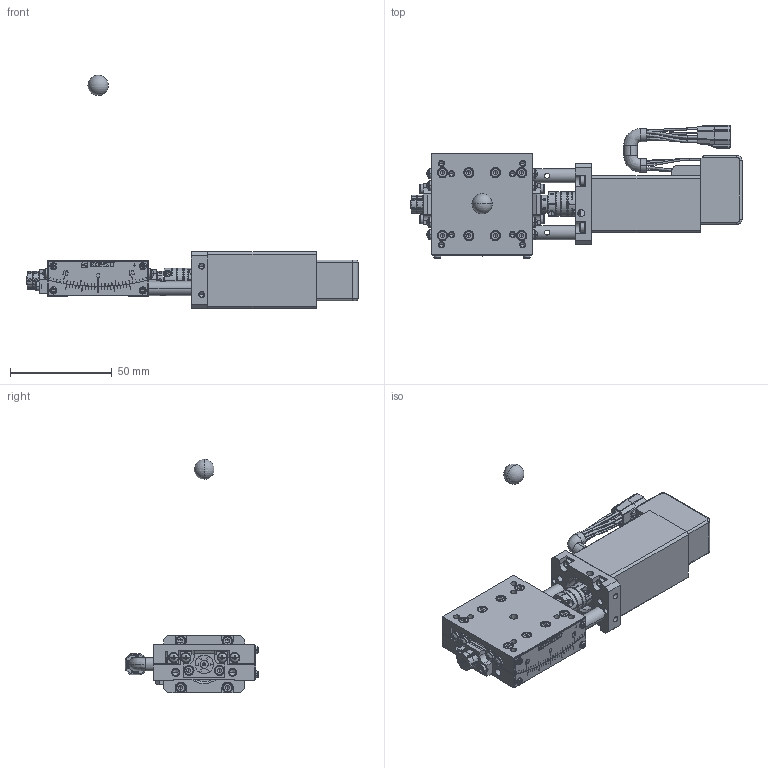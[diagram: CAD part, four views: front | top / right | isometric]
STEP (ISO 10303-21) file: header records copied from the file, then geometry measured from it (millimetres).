
FILE_DESCRIPTION( (''), '2;1');
FILE_NAME ('DR051308-0001-000-00.stp','2019-04-18T19:42:19',(''),(''),'spGate 13.4.4','','');
FILE_SCHEMA (('AUTOMOTIVE_DESIGN'));
Length unit declared in the file: millimetre
Products named in the file (8): Assembly; DR051308-0001-000-00-prt0; DR051308-0001-000-00-prt1; DR051308-0001-000-00-prt2; DR051308-0001-000-00-prt3; DR051308-0001-000-00-prt4; DR051308-0001-000-00-prt5; DR051308-0001-000-00-prt6
Assembly tree (7 placements, depth 2):
  Assembly
    DR051308-0001-000-00-prt0
    DR051308-0001-000-00-prt1
    DR051308-0001-000-00-prt2
    DR051308-0001-000-00-prt3
    DR051308-0001-000-00-prt4
    DR051308-0001-000-00-prt5
    DR051308-0001-000-00-prt6
Bounding box: 163.5 x 65.56 x 115 mm (x, y, z)
Volume: 109636.1 mm3; surface area: 45568.3 mm2
Topology: 7 solids, 7 shells, 2706 faces, 6789 edges, 4183 vertices
Faces by surface type: plane 1439, cylinder 769, bspline 472, sphere 26
Full cylindrical faces by diameter (mm): 3 x2
Entity records: 140220 total; most frequent: CARTESIAN_POINT 25947, ORIENTED_EDGE 13238, DIRECTION 11760, COLOUR_RGB 9332, PRESENTATION_STYLE_ASSIGNMENT 9332, STYLED_ITEM 9332, EDGE_CURVE 6619, DRAUGHTING_PRE_DEFINED_CURVE_FONT 6619
